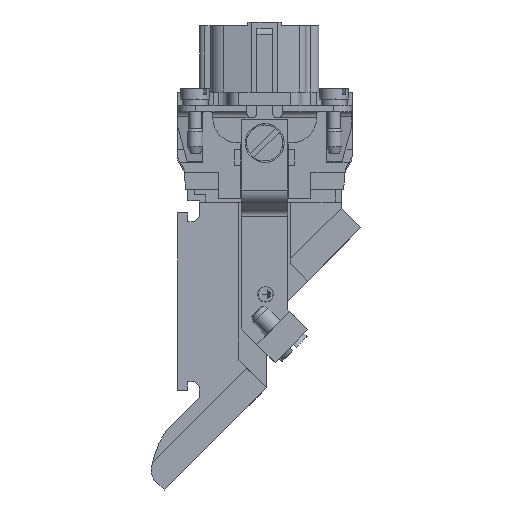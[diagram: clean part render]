
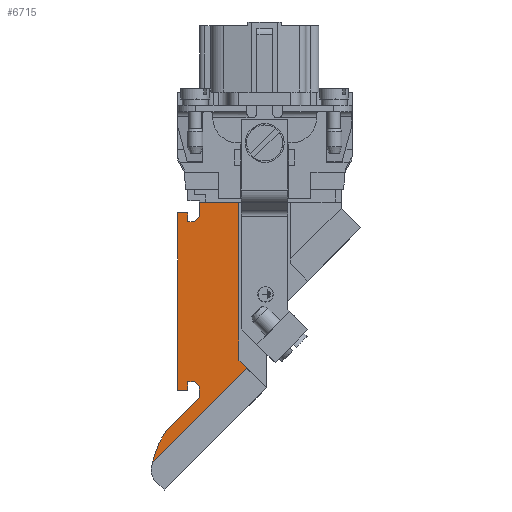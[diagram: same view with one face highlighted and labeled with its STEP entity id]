
A CAD part, left-side view. The second image highlights one B-rep face of the part: STEP entity #6715.
In plain terms, the highlighted planar face has unit normal (-1, 0, 0).
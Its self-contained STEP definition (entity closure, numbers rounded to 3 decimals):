
#5317=PLANE('',#22687);
#5974=FACE_OUTER_BOUND('',#8042,.T.);
#6715=ADVANCED_FACE('',(#5974),#5317,.F.);
#8042=EDGE_LOOP('',(#10092,#10093,#10094,#10095,#10096,#10097,#10098,#10099,
#10100,#10101,#10102,#10103,#10104,#10105,#10106,#10107,#10108,#10109));
#10092=ORIENTED_EDGE('',*,*,#15284,.T.);
#10093=ORIENTED_EDGE('',*,*,#15357,.T.);
#10094=ORIENTED_EDGE('',*,*,#15358,.F.);
#10095=ORIENTED_EDGE('',*,*,#15308,.F.);
#10096=ORIENTED_EDGE('',*,*,#15315,.F.);
#10097=ORIENTED_EDGE('',*,*,#15318,.F.);
#10098=ORIENTED_EDGE('',*,*,#15321,.F.);
#10099=ORIENTED_EDGE('',*,*,#15324,.F.);
#10100=ORIENTED_EDGE('',*,*,#15327,.F.);
#10101=ORIENTED_EDGE('',*,*,#15330,.F.);
#10102=ORIENTED_EDGE('',*,*,#15333,.F.);
#10103=ORIENTED_EDGE('',*,*,#15336,.F.);
#10104=ORIENTED_EDGE('',*,*,#15339,.F.);
#10105=ORIENTED_EDGE('',*,*,#15342,.F.);
#10106=ORIENTED_EDGE('',*,*,#15345,.F.);
#10107=ORIENTED_EDGE('',*,*,#15348,.F.);
#10108=ORIENTED_EDGE('',*,*,#15352,.F.);
#10109=ORIENTED_EDGE('',*,*,#15355,.F.);
#13632=VERTEX_POINT('',#30424);
#13633=VERTEX_POINT('',#30426);
#13651=VERTEX_POINT('',#30496);
#13652=VERTEX_POINT('',#30497);
#13657=VERTEX_POINT('',#30513);
#13659=VERTEX_POINT('',#30519);
#13661=VERTEX_POINT('',#30525);
#13663=VERTEX_POINT('',#30531);
#13665=VERTEX_POINT('',#30537);
#13667=VERTEX_POINT('',#30543);
#13669=VERTEX_POINT('',#30549);
#13671=VERTEX_POINT('',#30555);
#13673=VERTEX_POINT('',#30561);
#13675=VERTEX_POINT('',#30567);
#13677=VERTEX_POINT('',#30573);
#13679=VERTEX_POINT('',#30579);
#13682=VERTEX_POINT('',#30586);
#13683=VERTEX_POINT('',#30596);
#15284=EDGE_CURVE('',#13633,#13632,#18333,.T.);
#15308=EDGE_CURVE('',#13651,#13652,#18345,.T.);
#15315=EDGE_CURVE('',#13657,#13651,#18351,.T.);
#15318=EDGE_CURVE('',#13659,#13657,#18354,.T.);
#15321=EDGE_CURVE('',#13661,#13659,#18357,.T.);
#15324=EDGE_CURVE('',#13663,#13661,#18360,.T.);
#15327=EDGE_CURVE('',#13665,#13663,#18363,.T.);
#15330=EDGE_CURVE('',#13667,#13665,#18366,.T.);
#15333=EDGE_CURVE('',#13669,#13667,#18369,.T.);
#15336=EDGE_CURVE('',#13671,#13669,#18372,.T.);
#15339=EDGE_CURVE('',#13673,#13671,#18375,.T.);
#15342=EDGE_CURVE('',#13675,#13673,#18378,.T.);
#15345=EDGE_CURVE('',#13677,#13675,#18381,.T.);
#15348=EDGE_CURVE('',#13679,#13677,#17083,.T.);
#15352=EDGE_CURVE('',#13682,#13679,#18386,.T.);
#15355=EDGE_CURVE('',#13633,#13682,#18389,.T.);
#15357=EDGE_CURVE('',#13632,#13683,#18391,.T.);
#15358=EDGE_CURVE('',#13652,#13683,#18392,.T.);
#17083=CIRCLE('',#22681,12.);
#18333=LINE('',#30425,#20050);
#18345=LINE('',#30495,#20062);
#18351=LINE('',#30512,#20068);
#18354=LINE('',#30518,#20071);
#18357=LINE('',#30524,#20074);
#18360=LINE('',#30530,#20077);
#18363=LINE('',#30536,#20080);
#18366=LINE('',#30542,#20083);
#18369=LINE('',#30548,#20086);
#18372=LINE('',#30554,#20089);
#18375=LINE('',#30560,#20092);
#18378=LINE('',#30566,#20095);
#18381=LINE('',#30572,#20098);
#18386=LINE('',#30587,#20103);
#18389=LINE('',#30591,#20106);
#18391=LINE('',#30595,#20108);
#18392=LINE('',#30597,#20109);
#20050=VECTOR('',#24808,1.);
#20062=VECTOR('',#24836,1.);
#20068=VECTOR('',#24844,1.);
#20071=VECTOR('',#24849,1.);
#20074=VECTOR('',#24854,1.);
#20077=VECTOR('',#24859,1.);
#20080=VECTOR('',#24864,1.);
#20083=VECTOR('',#24869,1.);
#20086=VECTOR('',#24874,1.);
#20089=VECTOR('',#24879,1.);
#20092=VECTOR('',#24884,1.);
#20095=VECTOR('',#24889,1.);
#20098=VECTOR('',#24894,1.);
#20103=VECTOR('',#24907,1.);
#20106=VECTOR('',#24912,1.);
#20108=VECTOR('',#24918,1.);
#20109=VECTOR('',#24919,1.);
#22681=AXIS2_PLACEMENT_3D('',#30578,#24899,#24900);
#22687=AXIS2_PLACEMENT_3D('',#30598,#24920,#24921);
#24808=DIRECTION('',(0.,0.707,0.707));
#24836=DIRECTION('',(0.,0.,1.));
#24844=DIRECTION('',(0.,-0.707,0.707));
#24849=DIRECTION('',(0.,-1.,0.));
#24854=DIRECTION('',(0.,0.,-1.));
#24859=DIRECTION('',(0.,-1.,0.));
#24864=DIRECTION('',(0.,0.,1.));
#24869=DIRECTION('',(0.,1.,0.));
#24874=DIRECTION('',(0.,0.,-1.));
#24879=DIRECTION('',(0.,1.,0.));
#24884=DIRECTION('',(0.,0.707,0.707));
#24889=DIRECTION('',(0.,0.,1.));
#24894=DIRECTION('',(0.,-0.707,0.707));
#24899=DIRECTION('',(1.,0.,0.));
#24900=DIRECTION('',(0.,1.,0.));
#24907=DIRECTION('',(0.,-0.259,0.966));
#24912=DIRECTION('',(0.,0.707,-0.707));
#24918=DIRECTION('',(0.,0.,1.));
#24919=DIRECTION('',(0.,-1.,0.));
#24920=DIRECTION('',(1.,0.,0.));
#24921=DIRECTION('',(0.,-1.,0.));
#30424=CARTESIAN_POINT('',(-15.,4.994,-48.273));
#30425=CARTESIAN_POINT('',(-15.,2.742,-50.524));
#30426=CARTESIAN_POINT('',(-15.,3.45,-49.817));
#30495=CARTESIAN_POINT('',(-15.,12.7,-16.363));
#30496=CARTESIAN_POINT('',(-15.,12.7,-20.369));
#30497=CARTESIAN_POINT('',(-15.,12.7,-17.625));
#30512=CARTESIAN_POINT('',(-15.,15.455,-23.125));
#30513=CARTESIAN_POINT('',(-15.,13.7,-21.369));
#30518=CARTESIAN_POINT('',(-15.,22.216,-21.369));
#30519=CARTESIAN_POINT('',(-15.,14.9,-21.369));
#30524=CARTESIAN_POINT('',(-15.,14.9,-16.363));
#30525=CARTESIAN_POINT('',(-15.,14.9,-19.669));
#30530=CARTESIAN_POINT('',(-15.,22.216,-19.669));
#30531=CARTESIAN_POINT('',(-15.,16.9,-19.669));
#30536=CARTESIAN_POINT('',(-15.,16.9,-16.363));
#30537=CARTESIAN_POINT('',(-15.,16.9,-54.169));
#30542=CARTESIAN_POINT('',(-15.,22.216,-54.169));
#30543=CARTESIAN_POINT('',(-15.,14.9,-54.169));
#30548=CARTESIAN_POINT('',(-15.,14.9,-16.363));
#30549=CARTESIAN_POINT('',(-15.,14.9,-52.469));
#30554=CARTESIAN_POINT('',(-15.,22.216,-52.469));
#30555=CARTESIAN_POINT('',(-15.,13.7,-52.469));
#30560=CARTESIAN_POINT('',(-15.,36.011,-30.158));
#30561=CARTESIAN_POINT('',(-15.,12.7,-53.469));
#30566=CARTESIAN_POINT('',(-15.,12.7,-16.363));
#30567=CARTESIAN_POINT('',(-15.,12.7,-55.532));
#30572=CARTESIAN_POINT('',(-15.,-2.126,-40.706));
#30573=CARTESIAN_POINT('',(-15.,18.159,-60.992));
#30578=CARTESIAN_POINT('',(-15.,9.674,-69.477));
#30579=CARTESIAN_POINT('',(-15.,21.265,-66.371));
#30586=CARTESIAN_POINT('',(-15.,21.727,-68.095));
#30587=CARTESIAN_POINT('',(-15.,8.827,-19.951));
#30591=CARTESIAN_POINT('',(-15.,4.157,-50.524));
#30595=CARTESIAN_POINT('',(-15.,4.994,-48.273));
#30596=CARTESIAN_POINT('',(-15.,4.994,-17.625));
#30597=CARTESIAN_POINT('',(-15.,12.694,-17.625));
#30598=CARTESIAN_POINT('',(-15.,22.216,-16.363));
